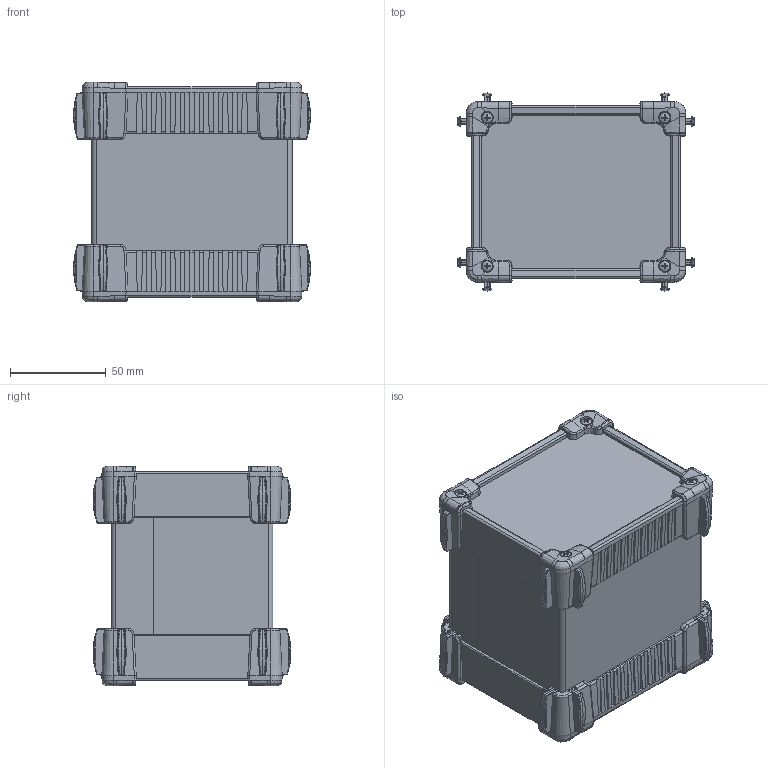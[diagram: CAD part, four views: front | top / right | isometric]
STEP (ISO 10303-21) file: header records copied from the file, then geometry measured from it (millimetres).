
FILE_DESCRIPTION((''),'2;1');
FILE_NAME('ET10_02_100.stp','2014-12-15T07:53:33',('Lochen'),(''),'Autodesk Inventor 2012','Autodesk Inventor 2012','');
FILE_SCHEMA(('AUTOMOTIVE_DESIGN { 1 0 10303 214 1 1 1 1 }'));
Length unit declared in the file: millimetre
Products named in the file (8): ET10_02_100; 001033409; 001033384; 001003194; 001001992; 001033480; 001001950; ISO 7047 (H) M3x10 - 4.8 - H
Assembly tree (36 placements, depth 2):
  ET10_02_100
    001033409
    001033384
    001003194  x2
    001001992  x4
    001033480  x4
    001001950  x16
    ISO 7047 (H) M3x10 - 4.8 - H  x8
Bounding box: 124.09 x 103.54 x 114.96 mm (x, y, z)
Volume: 245557.8 mm3; surface area: 211894.1 mm2
Topology: 36 solids, 36 shells, 2568 faces, 6324 edges, 3852 vertices
Faces by surface type: plane 1312, cylinder 532, bspline 292, cone 200, torus 160, sphere 72
Full cylindrical faces by diameter (mm): 2.5 x8, 3 x8, 3.4 x8, 5.5 x8
Entity records: 26805 total; most frequent: CARTESIAN_POINT 7619, ORIENTED_EDGE 3872, DIRECTION 3666, EDGE_CURVE 1936, VECTOR 1412, LINE 1412, VERTEX_POINT 1243, AXIS2_PLACEMENT_3D 1127
